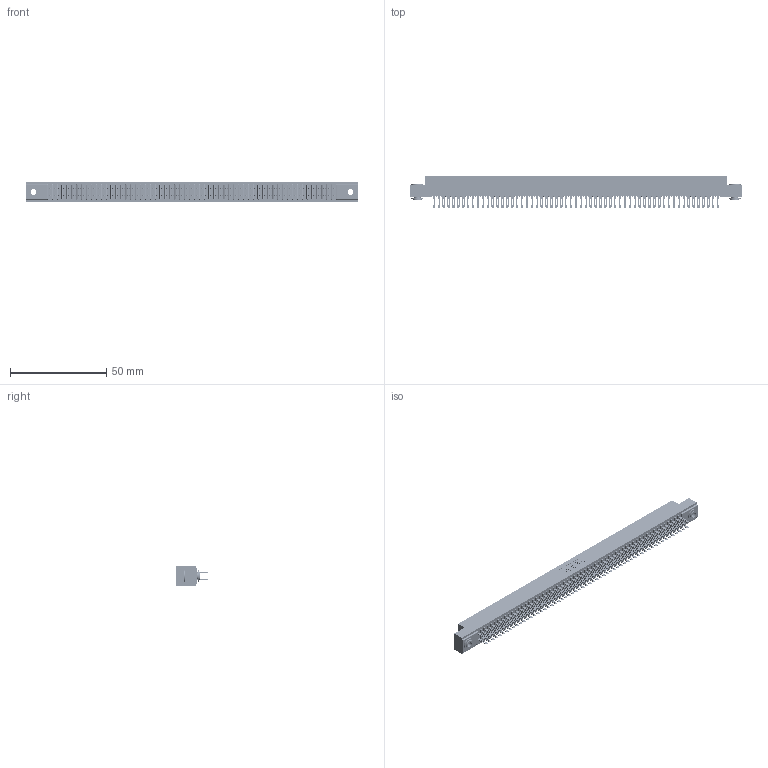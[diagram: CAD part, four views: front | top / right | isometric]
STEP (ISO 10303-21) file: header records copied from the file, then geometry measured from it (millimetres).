
FILE_DESCRIPTION (( 'STEP AP203' ), '1' );
FILE_NAME ('341-118-500-203.STEP', '2018-08-08T14:15:03', ( '' ), ( '' ), 'SwSTEP 2.0', 'SolidWorks 2016', '' );
FILE_SCHEMA (( 'CONFIG_CONTROL_DESIGN' ));
Length unit declared in the file: inch
Products named in the file (4): 345-250-002_345-250-002-102; 341-118-500-203; 341 Part_.156 (3.96) Dia Mounting Holes; 341-292-001_341-292-100
Assembly tree (121 placements, depth 2):
  341-118-500-203
    341 Part_.156 (3.96) Dia Mounting Holes
    341-292-001_341-292-100  x118
    345-250-002_345-250-002-102  x2
Bounding box: 172.09 x 16.69 x 10.16 mm (x, y, z)
Volume: 12876.3 mm3; surface area: 24621.8 mm2
Topology: 121 solids, 121 shells, 7956 faces, 23025 edges, 14910 vertices
Faces by surface type: plane 4576, cylinder 3136, sphere 120, torus 116, cone 8
Entity records: 70211 total; most frequent: CARTESIAN_POINT 11650, ORIENTED_EDGE 11570, DIRECTION 11313, EDGE_CURVE 5785, VECTOR 4679, LINE 4679, VERTEX_POINT 3654, AXIS2_PLACEMENT_3D 3317
